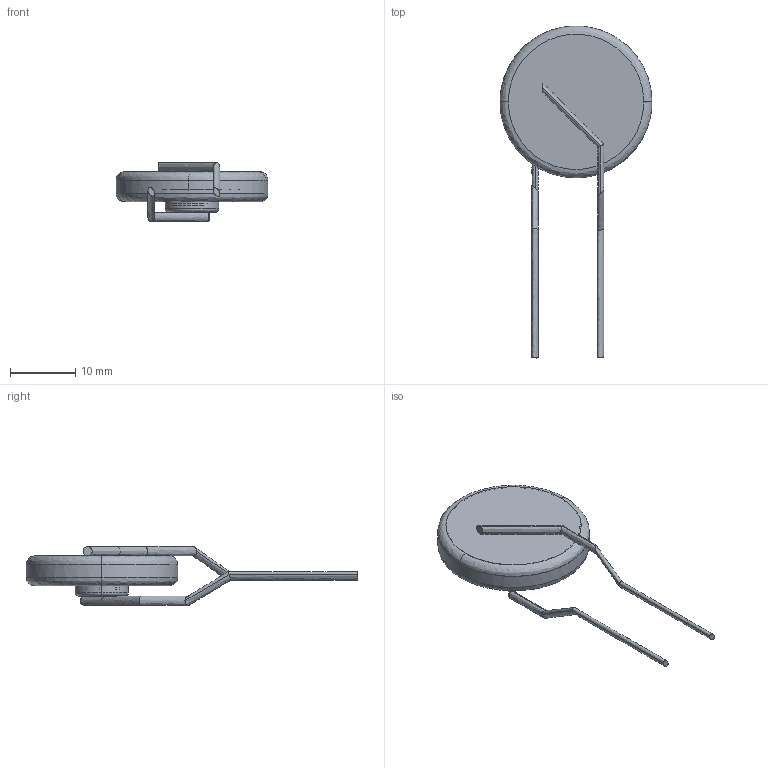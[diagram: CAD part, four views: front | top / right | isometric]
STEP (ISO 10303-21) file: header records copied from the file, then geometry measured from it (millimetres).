
FILE_DESCRIPTION (( 'STEP AP214' ), '1' );
FILE_NAME ('GMOV-20D.STEP', '2019-06-10T15:23:10', ( '' ), ( '' ), 'SwSTEP 2.0', 'SolidWorks 2018', '' );
FILE_SCHEMA (( 'AUTOMOTIVE_DESIGN' ));
Length unit declared in the file: millimetre
Products named in the file (8): 34496-01.igs.IGS; GMOV-20D; 31817-01.igs.IGS; Zinc Oxide Disc .901_D .649.IGS; Pin-5.IGS; GMOV-20D.IGS; Pin-3.IGS; CASE  .906.IGS
Assembly tree (8 placements, depth 3):
  GMOV-20D
    GMOV-20D.IGS
      CASE  .906.IGS
      Zinc Oxide Disc .901_D .649.IGS
      31817-01.igs.IGS
      34496-01.igs.IGS  x2
      Pin-3.IGS
      Pin-5.IGS
Bounding box: 23.27 x 50.85 x 8.99 mm (x, y, z)
Volume: 5529.7 mm3; surface area: 3876.1 mm2
Topology: 8 solids, 8 shells, 590 faces, 1430 edges, 946 vertices
Faces by surface type: bspline 590
Entity records: 14446 total; most frequent: CARTESIAN_POINT 8841, ORIENTED_EDGE 1658, EDGE_CURVE 829, B_SPLINE_CURVE_WITH_KNOTS 628, VERTEX_POINT 547, EDGE_LOOP 394, FACE_OUTER_BOUND 344, ADVANCED_FACE 344
